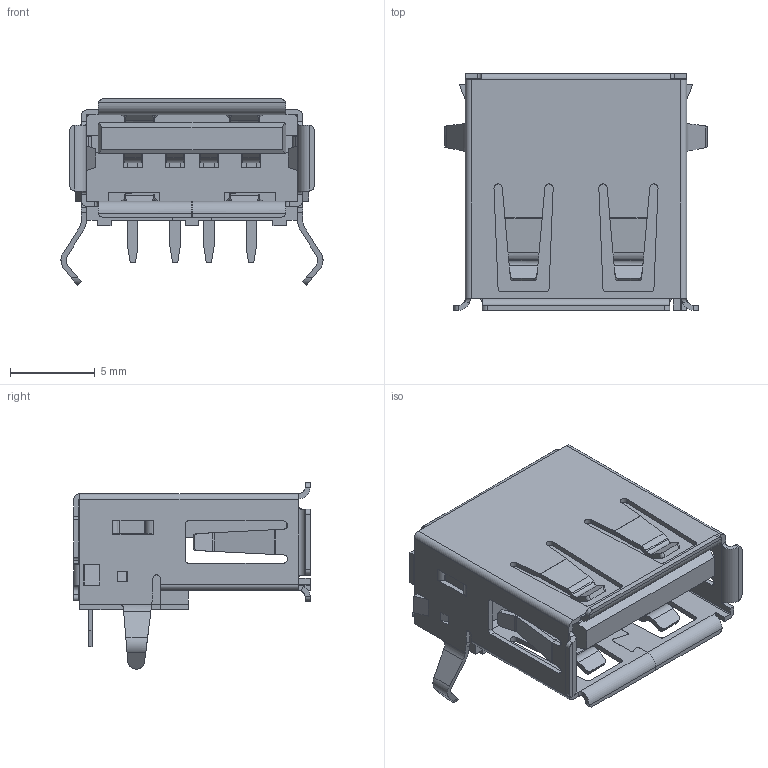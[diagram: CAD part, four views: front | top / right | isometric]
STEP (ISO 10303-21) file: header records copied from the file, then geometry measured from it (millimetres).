
FILE_DESCRIPTION(/* description */ ('Designed by EasyEDA Pro'),/* implementation_level */ '2;1');
FILE_NAME(/* name */ 'TYPE_A_4P_LH_M.step',/* time_stamp */ '2025-05-13T15:02:26+08:00',/* author */ (''),/* organization */ (''),/* preprocessor_version */ 'ST-DEVELOPER v20.1',/* originating_system */ 'Autodesk Translation Framework v14.4.0.0',/* authorisation */ '');
FILE_SCHEMA (('AUTOMOTIVE_DESIGN { 1 0 10303 214 3 1 1 }'));
Length unit declared in the file: millimetre
Products named in the file (4): EasyEDA PCB Model~klwo; Board~klwo; USB1~USB-A-TH_USB-231-ARY~USB-A-TH_USB-231-ARY~klwo; USB-A-TH_USB-231-ARY~USB-A-TH_USB-231-ARY~klwo
Assembly tree (3 placements, depth 3):
  EasyEDA PCB Model~klwo
    Board~klwo
    USB1~USB-A-TH_USB-231-ARY~USB-A-TH_USB-231-ARY~klwo
      USB-A-TH_USB-231-ARY~USB-A-TH_USB-231-ARY~klwo
Bounding box: 15.5 x 14 x 11.01 mm (x, y, z)
Volume: 406.2 mm3; surface area: 2084.5 mm2
Topology: 5 solids, 6 shells, 931 faces, 2600 edges, 1670 vertices
Faces by surface type: plane 639, cylinder 248, bspline 42, torus 2
Full cylindrical faces by diameter (mm): 0 x2, 0.6 x2
Entity records: 31829 total; most frequent: CARTESIAN_POINT 6875, ORIENTED_EDGE 5190, DIRECTION 4822, EDGE_CURVE 2596, LINE 2034, VECTOR 2034, VERTEX_POINT 1670, AXIS2_PLACEMENT_3D 1394
